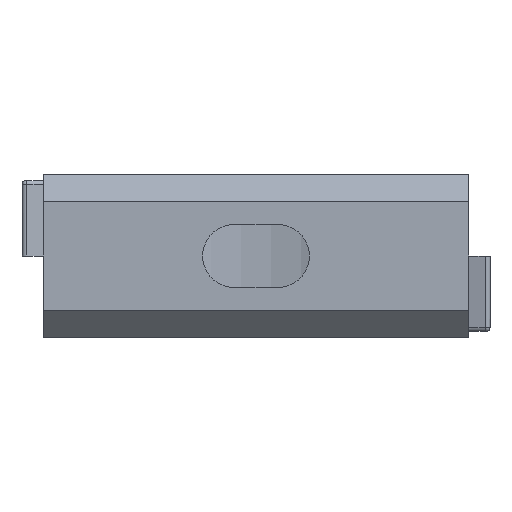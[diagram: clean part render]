
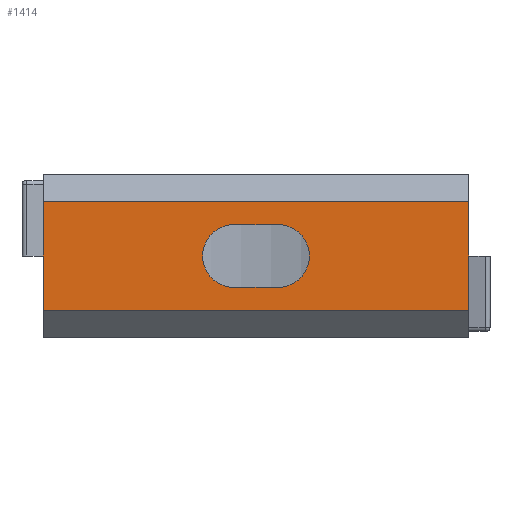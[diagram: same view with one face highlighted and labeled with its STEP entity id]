
A CAD part, front view. The second image highlights one B-rep face of the part: STEP entity #1414.
In plain terms, the highlighted planar face has unit normal (0, -1, 0).
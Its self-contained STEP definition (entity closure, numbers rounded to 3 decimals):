
#34 = CARTESIAN_POINT ( 'NONE',  ( 16.9, 0., -4.3 ) ) ;
#91 = CARTESIAN_POINT ( 'NONE',  ( -1.75, 0., 0. ) ) ;
#198 = ORIENTED_EDGE ( 'NONE', *, *, #2117, .T. ) ;
#250 = PLANE ( 'NONE',  #2282 ) ;
#389 = ORIENTED_EDGE ( 'NONE', *, *, #2418, .T. ) ;
#390 = DIRECTION ( 'NONE',  ( 0., 0., 1. ) ) ;
#443 = VECTOR ( 'NONE', #848, 1000. ) ;
#447 = VERTEX_POINT ( 'NONE', #2504 ) ;
#463 = CARTESIAN_POINT ( 'NONE',  ( -1.75, 0., -2.5 ) ) ;
#477 = EDGE_LOOP ( 'NONE', ( #198, #678, #389, #1692 ) ) ;
#494 = ORIENTED_EDGE ( 'NONE', *, *, #3375, .T. ) ;
#555 = DIRECTION ( 'NONE',  ( 0., -1., 0. ) ) ;
#562 = CARTESIAN_POINT ( 'NONE',  ( 1.75, 0., 0. ) ) ;
#620 = VECTOR ( 'NONE', #3149, 1000. ) ;
#678 = ORIENTED_EDGE ( 'NONE', *, *, #2205, .T. ) ;
#721 = EDGE_CURVE ( 'NONE', #757, #2773, #3476, .T. ) ;
#740 = DIRECTION ( 'NONE',  ( 0., 0., 1. ) ) ;
#756 = VECTOR ( 'NONE', #740, 1000. ) ;
#757 = VERTEX_POINT ( 'NONE', #3528 ) ;
#782 = VERTEX_POINT ( 'NONE', #2341 ) ;
#848 = DIRECTION ( 'NONE',  ( 1., 0., 0. ) ) ;
#857 = CARTESIAN_POINT ( 'NONE',  ( -16.9, 0., -6.5 ) ) ;
#886 = DIRECTION ( 'NONE',  ( 0., 0., 1. ) ) ;
#964 = CARTESIAN_POINT ( 'NONE',  ( -1.75, 0., -2.5 ) ) ;
#999 = VECTOR ( 'NONE', #2607, 1000. ) ;
#1041 = DIRECTION ( 'NONE',  ( 0., 0., 1. ) ) ;
#1078 = ORIENTED_EDGE ( 'NONE', *, *, #3264, .F. ) ;
#1414 = ADVANCED_FACE ( 'NONE', ( #1882, #3386 ), #250, .T. ) ;
#1530 = AXIS2_PLACEMENT_3D ( 'NONE', #91, #2313, #390 ) ;
#1545 = LINE ( 'NONE', #34, #620 ) ;
#1608 = AXIS2_PLACEMENT_3D ( 'NONE', #562, #2779, #886 ) ;
#1692 = ORIENTED_EDGE ( 'NONE', *, *, #1985, .T. ) ;
#1740 = VERTEX_POINT ( 'NONE', #463 ) ;
#1751 = CARTESIAN_POINT ( 'NONE',  ( -1.75, 0., 2.5 ) ) ;
#1801 = CARTESIAN_POINT ( 'NONE',  ( 16.9, 0., -4.3 ) ) ;
#1817 = VERTEX_POINT ( 'NONE', #1801 ) ;
#1882 = FACE_BOUND ( 'NONE', #477, .T. ) ;
#1973 = CIRCLE ( 'NONE', #1608, 2.5 ) ;
#1985 = EDGE_CURVE ( 'NONE', #2932, #2761, #2352, .T. ) ;
#2035 = CARTESIAN_POINT ( 'NONE',  ( 16.9, 0., -6.5 ) ) ;
#2055 = CARTESIAN_POINT ( 'NONE',  ( -16.9, 0., -6.5 ) ) ;
#2117 = EDGE_CURVE ( 'NONE', #2761, #447, #1973, .T. ) ;
#2205 = EDGE_CURVE ( 'NONE', #447, #1740, #3294, .T. ) ;
#2248 = EDGE_LOOP ( 'NONE', ( #494, #2577, #3801, #1078 ) ) ;
#2282 = AXIS2_PLACEMENT_3D ( 'NONE', #857, #555, #2767 ) ;
#2313 = DIRECTION ( 'NONE',  ( 0., 1., 0. ) ) ;
#2314 = CARTESIAN_POINT ( 'NONE',  ( 16.9, 0., 4.3 ) ) ;
#2341 = CARTESIAN_POINT ( 'NONE',  ( -16.9, 0., -4.3 ) ) ;
#2352 = LINE ( 'NONE', #2743, #443 ) ;
#2418 = EDGE_CURVE ( 'NONE', #1740, #2932, #3633, .T. ) ;
#2504 = CARTESIAN_POINT ( 'NONE',  ( 1.75, 0., -2.5 ) ) ;
#2543 = DIRECTION ( 'NONE',  ( -1., 0., 0. ) ) ;
#2562 = LINE ( 'NONE', #2035, #3385 ) ;
#2577 = ORIENTED_EDGE ( 'NONE', *, *, #721, .T. ) ;
#2607 = DIRECTION ( 'NONE',  ( -1., 0., 0. ) ) ;
#2743 = CARTESIAN_POINT ( 'NONE',  ( -1.75, 0., 2.5 ) ) ;
#2761 = VERTEX_POINT ( 'NONE', #3809 ) ;
#2767 = DIRECTION ( 'NONE',  ( 0., 0., -1. ) ) ;
#2773 = VERTEX_POINT ( 'NONE', #3829 ) ;
#2779 = DIRECTION ( 'NONE',  ( 0., 1., 0. ) ) ;
#2932 = VERTEX_POINT ( 'NONE', #1751 ) ;
#3149 = DIRECTION ( 'NONE',  ( -1., 0., 0. ) ) ;
#3188 = VECTOR ( 'NONE', #2543, 1000. ) ;
#3264 = EDGE_CURVE ( 'NONE', #1817, #782, #1545, .T. ) ;
#3294 = LINE ( 'NONE', #964, #3188 ) ;
#3375 = EDGE_CURVE ( 'NONE', #1817, #757, #2562, .T. ) ;
#3385 = VECTOR ( 'NONE', #1041, 1000. ) ;
#3386 = FACE_OUTER_BOUND ( 'NONE', #2248, .T. ) ;
#3416 = EDGE_CURVE ( 'NONE', #782, #2773, #3911, .T. ) ;
#3476 = LINE ( 'NONE', #2314, #999 ) ;
#3528 = CARTESIAN_POINT ( 'NONE',  ( 16.9, 0., 4.3 ) ) ;
#3633 = CIRCLE ( 'NONE', #1530, 2.5 ) ;
#3801 = ORIENTED_EDGE ( 'NONE', *, *, #3416, .F. ) ;
#3809 = CARTESIAN_POINT ( 'NONE',  ( 1.75, 0., 2.5 ) ) ;
#3829 = CARTESIAN_POINT ( 'NONE',  ( -16.9, 0., 4.3 ) ) ;
#3911 = LINE ( 'NONE', #2055, #756 ) ;
